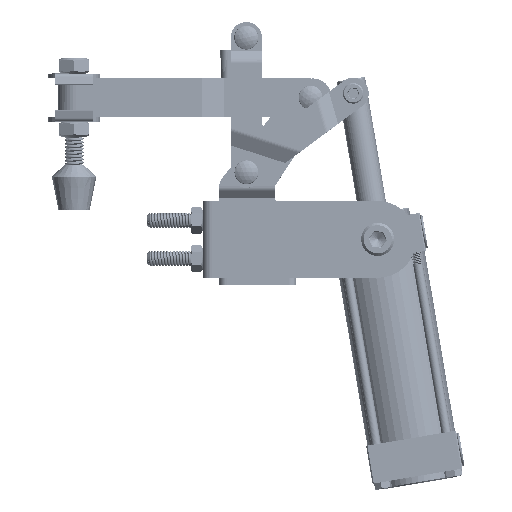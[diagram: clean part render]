
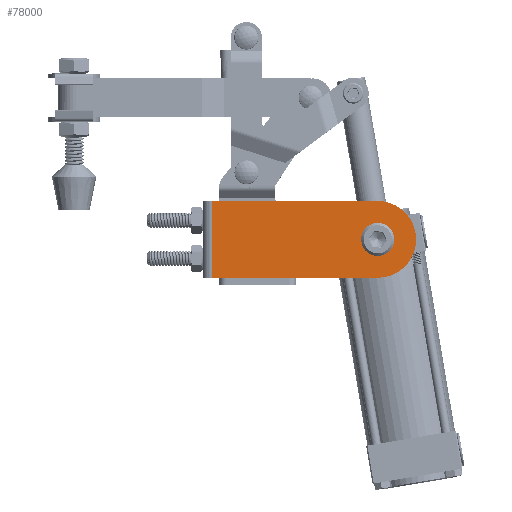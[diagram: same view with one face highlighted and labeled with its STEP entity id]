
A CAD part, top view. The second image highlights one B-rep face of the part: STEP entity #78000.
In plain terms, the highlighted planar face has unit normal (0, 0, 1).
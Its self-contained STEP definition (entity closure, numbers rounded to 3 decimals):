
#2163 = ORIENTED_EDGE ( 'NONE', *, *, #25626, .T. ) ;
#3460 = CIRCLE ( 'NONE', #43443, 16. ) ;
#8908 = FACE_BOUND ( 'NONE', #39231, .T. ) ;
#11625 = CARTESIAN_POINT ( 'NONE',  ( 23.677, 0., 51. ) ) ;
#12218 = DIRECTION ( 'NONE',  ( 0., 0., 1. ) ) ;
#12761 = VERTEX_POINT ( 'NONE', #73614 ) ;
#14648 = ORIENTED_EDGE ( 'NONE', *, *, #20390, .F. ) ;
#17256 = CARTESIAN_POINT ( 'NONE',  ( -45.323, -16., 51. ) ) ;
#17706 = EDGE_LOOP ( 'NONE', ( #59972, #2163, #47272, #26863 ) ) ;
#17938 = AXIS2_PLACEMENT_3D ( 'NONE', #69988, #30946, #57348 ) ;
#18116 = DIRECTION ( 'NONE',  ( 1., 0., 0. ) ) ;
#20390 = EDGE_CURVE ( 'NONE', #12761, #31547, #52975, .T. ) ;
#21876 = DIRECTION ( 'NONE',  ( 0., 0., 1. ) ) ;
#24675 = DIRECTION ( 'NONE',  ( -1., 0., 0. ) ) ;
#25509 = LINE ( 'NONE', #17256, #38534 ) ;
#25626 = EDGE_CURVE ( 'NONE', #29571, #72853, #25509, .T. ) ;
#26863 = ORIENTED_EDGE ( 'NONE', *, *, #46563, .T. ) ;
#27258 = VECTOR ( 'NONE', #24675, 1000. ) ;
#29571 = VERTEX_POINT ( 'NONE', #55159 ) ;
#30946 = DIRECTION ( 'NONE',  ( 0., 0., 1. ) ) ;
#31547 = VERTEX_POINT ( 'NONE', #75600 ) ;
#36585 = DIRECTION ( 'NONE',  ( 0., -1., 0. ) ) ;
#38534 = VECTOR ( 'NONE', #36585, 1000. ) ;
#39231 = EDGE_LOOP ( 'NONE', ( #78974, #14648 ) ) ;
#43443 = AXIS2_PLACEMENT_3D ( 'NONE', #50698, #12218, #57115 ) ;
#44459 = PLANE ( 'NONE',  #17938 ) ;
#46563 = EDGE_CURVE ( 'NONE', #49252, #74121, #3460, .T. ) ;
#47272 = ORIENTED_EDGE ( 'NONE', *, *, #72743, .T. ) ;
#49252 = VERTEX_POINT ( 'NONE', #52287 ) ;
#49709 = CIRCLE ( 'NONE', #83008, 6.05 ) ;
#50698 = CARTESIAN_POINT ( 'NONE',  ( 23.677, 0., 51. ) ) ;
#50701 = CARTESIAN_POINT ( 'NONE',  ( 23.677, 16., 51. ) ) ;
#51283 = CARTESIAN_POINT ( 'NONE',  ( -49.323, -16., 51. ) ) ;
#51809 = EDGE_CURVE ( 'NONE', #74121, #29571, #76490, .T. ) ;
#52287 = CARTESIAN_POINT ( 'NONE',  ( 23.677, -16., 51. ) ) ;
#52975 = CIRCLE ( 'NONE', #81115, 6.05 ) ;
#53188 = CARTESIAN_POINT ( 'NONE',  ( -45.323, -16., 51. ) ) ;
#55159 = CARTESIAN_POINT ( 'NONE',  ( -45.323, 16., 51. ) ) ;
#56525 = DIRECTION ( 'NONE',  ( 0., 0., 1. ) ) ;
#56577 = VECTOR ( 'NONE', #70641, 1000. ) ;
#57115 = DIRECTION ( 'NONE',  ( 1., 0., 0. ) ) ;
#57348 = DIRECTION ( 'NONE',  ( 1., 0., 0. ) ) ;
#59972 = ORIENTED_EDGE ( 'NONE', *, *, #51809, .T. ) ;
#60272 = CARTESIAN_POINT ( 'NONE',  ( 23.677, 0., 51. ) ) ;
#63092 = CARTESIAN_POINT ( 'NONE',  ( 23.677, 16., 51. ) ) ;
#65894 = EDGE_CURVE ( 'NONE', #31547, #12761, #49709, .T. ) ;
#66760 = DIRECTION ( 'NONE',  ( 1., 0., 0. ) ) ;
#69988 = CARTESIAN_POINT ( 'NONE',  ( 23.677, 0., 51. ) ) ;
#70641 = DIRECTION ( 'NONE',  ( 1., 0., 0. ) ) ;
#72743 = EDGE_CURVE ( 'NONE', #72853, #49252, #73664, .T. ) ;
#72853 = VERTEX_POINT ( 'NONE', #53188 ) ;
#73614 = CARTESIAN_POINT ( 'NONE',  ( 29.727, 0., 51. ) ) ;
#73664 = LINE ( 'NONE', #51283, #56577 ) ;
#74121 = VERTEX_POINT ( 'NONE', #50701 ) ;
#75198 = FACE_OUTER_BOUND ( 'NONE', #17706, .T. ) ;
#75600 = CARTESIAN_POINT ( 'NONE',  ( 17.627, 0., 51. ) ) ;
#76490 = LINE ( 'NONE', #63092, #27258 ) ;
#78000 = ADVANCED_FACE ( 'NONE', ( #75198, #8908 ), #44459, .T. ) ;
#78974 = ORIENTED_EDGE ( 'NONE', *, *, #65894, .F. ) ;
#81115 = AXIS2_PLACEMENT_3D ( 'NONE', #60272, #21876, #66760 ) ;
#83008 = AXIS2_PLACEMENT_3D ( 'NONE', #11625, #56525, #18116 ) ;
